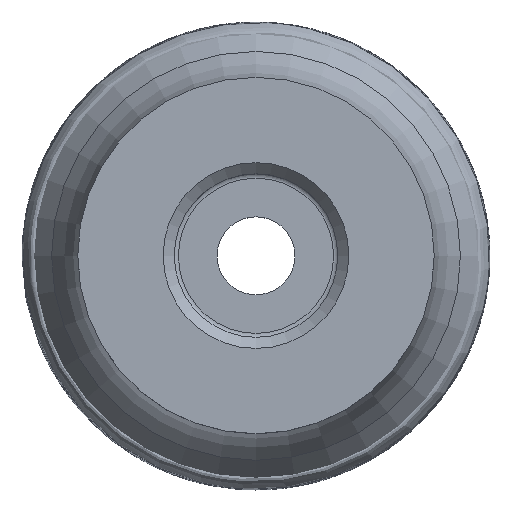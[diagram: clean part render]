
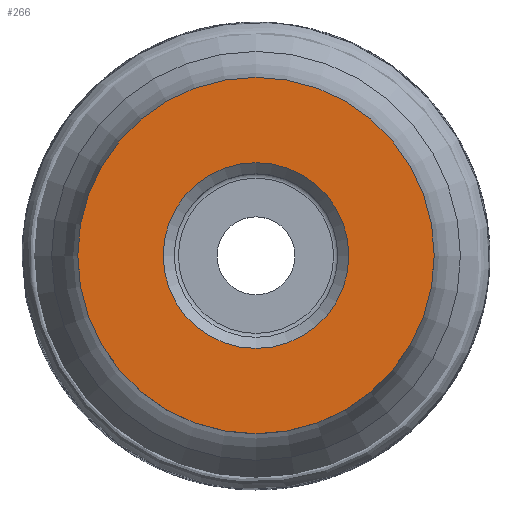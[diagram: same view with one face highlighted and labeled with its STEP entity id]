
A CAD part, top view. The second image highlights one B-rep face of the part: STEP entity #266.
In plain terms, the highlighted planar face has unit normal (0, 0, 1).
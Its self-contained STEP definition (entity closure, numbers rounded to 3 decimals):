
#92=PLANE('',#507);
#145=EDGE_LOOP('',(#187));
#146=EDGE_LOOP('',(#188));
#187=ORIENTED_EDGE('',*,*,#190,.F.);
#188=ORIENTED_EDGE('',*,*,#199,.T.);
#190=EDGE_CURVE('',#314,#314,#211,.T.);
#199=EDGE_CURVE('',#323,#323,#220,.T.);
#211=CIRCLE('',#467,24.);
#220=CIRCLE('',#485,12.505);
#266=ADVANCED_FACE('',(#309,#310),#92,.T.);
#309=FACE_BOUND('',#145,.T.);
#310=FACE_BOUND('',#146,.T.);
#314=VERTEX_POINT('',#9730);
#323=VERTEX_POINT('',#9757);
#467=AXIS2_PLACEMENT_3D('',#9729,#537,#538);
#485=AXIS2_PLACEMENT_3D('',#9756,#573,#574);
#507=AXIS2_PLACEMENT_3D('',#9789,#617,#618);
#537=DIRECTION('',(0.,0.,-1.));
#538=DIRECTION('',(1.,0.,0.));
#573=DIRECTION('',(0.,0.,-1.));
#574=DIRECTION('',(0.,-1.,0.));
#617=DIRECTION('',(0.,0.,1.));
#618=DIRECTION('',(1.,0.,0.));
#9729=CARTESIAN_POINT('',(0.,0.,0.));
#9730=CARTESIAN_POINT('',(24.,0.,0.));
#9756=CARTESIAN_POINT('',(0.,0.,0.));
#9757=CARTESIAN_POINT('',(0.,-12.505,0.));
#9789=CARTESIAN_POINT('',(0.,24.,0.));
